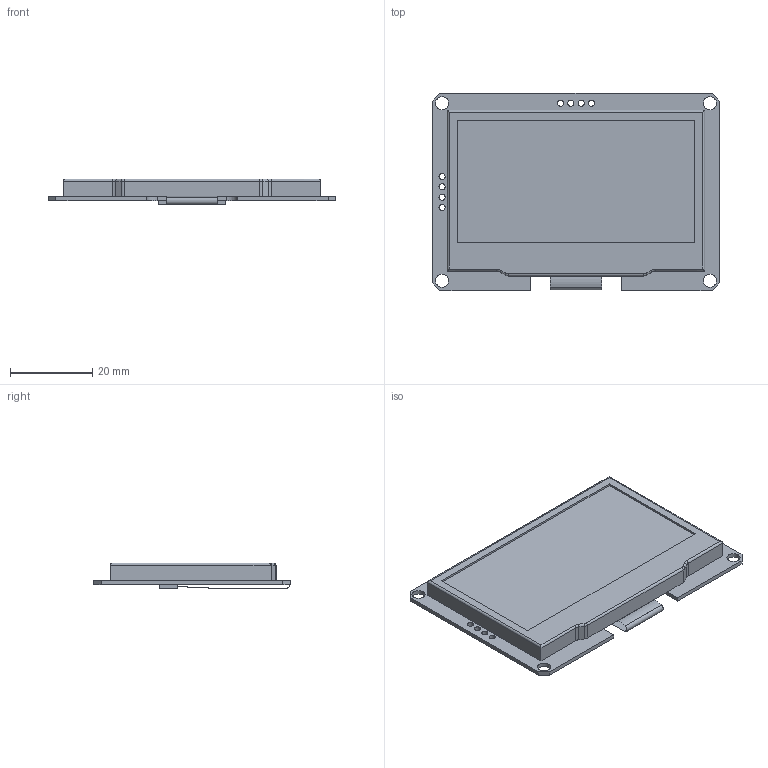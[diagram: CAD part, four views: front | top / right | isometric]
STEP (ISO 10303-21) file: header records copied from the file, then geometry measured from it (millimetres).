
FILE_DESCRIPTION(/* description */ ('Unknown'),/* implementation_level */ '2;1');
FILE_NAME(/* name */ 'PantallaOLED_2.42',/* time_stamp */ '2025-01-05T16:54:16+08:00',/* author */ ('Unknown'),/* organization */ ('Unknown'),/* preprocessor_version */ 'ST-DEVELOPER v19.4',/* originating_system */ 'Solid Edge',/* authorisation */ 'Unknown');
FILE_SCHEMA (('AUTOMOTIVE_DESIGN {1 0 10303 214 3 1 1}'));
Length unit declared in the file: millimetre
Products named in the file (2): PantallaOLED_2; PantallaOLED_2.42
Assembly tree (1 placements, depth 2):
  PantallaOLED_2
    PantallaOLED_2.42
Bounding box: 70.08 x 48.04 x 6.3 mm (x, y, z)
Volume: 13066.1 mm3; surface area: 8544.3 mm2
Topology: 2 solids, 2 shells, 78 faces, 194 edges, 122 vertices
Faces by surface type: plane 42, cylinder 32, torus 4
Full cylindrical faces by diameter (mm): 1.5 x8, 3.22 x4
Entity records: 2792 total; most frequent: DIRECTION 406, CARTESIAN_POINT 384, ORIENTED_EDGE 364, EDGE_CURVE 182, AXIS2_PLACEMENT_3D 144, VERTEX_POINT 122, LINE 118, VECTOR 118
